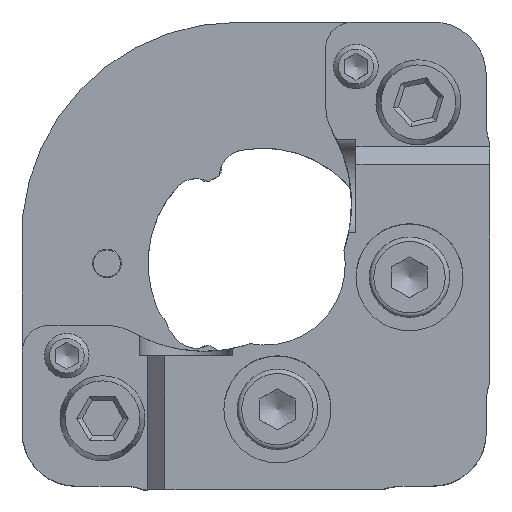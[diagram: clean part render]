
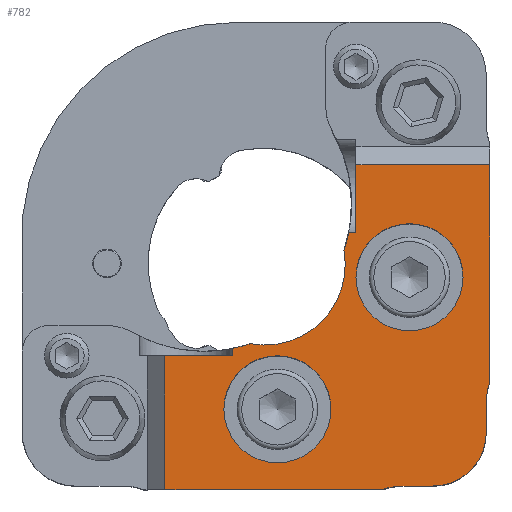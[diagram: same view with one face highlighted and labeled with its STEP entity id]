
A CAD part, top view. The second image highlights one B-rep face of the part: STEP entity #782.
In plain terms, the highlighted planar face has unit normal (0, 0, 1).
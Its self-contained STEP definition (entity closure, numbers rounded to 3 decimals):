
#273=FACE_BOUND('',#1506,.T.);
#274=FACE_BOUND('',#1507,.T.);
#275=FACE_BOUND('',#1508,.T.);
#572=PLANE('',#6110);
#782=ADVANCED_FACE('',(#273,#274,#275),#572,.F.);
#1506=EDGE_LOOP('',(#3015));
#1507=EDGE_LOOP('',(#3016));
#1508=EDGE_LOOP('',(#3017,#3018,#3019,#3020,#3021,#3022,#3023,#3024,#3025,
#3026,#3027,#3028,#3029,#3030,#3031,#3032));
#2025=LINE('',#8805,#2423);
#2026=LINE('',#8807,#2424);
#2027=LINE('',#8809,#2425);
#2028=LINE('',#8811,#2426);
#2029=LINE('',#8815,#2427);
#2030=LINE('',#8819,#2428);
#2031=LINE('',#8823,#2429);
#2032=LINE('',#8825,#2430);
#2033=LINE('',#8827,#2431);
#2034=LINE('',#8829,#2432);
#2423=VECTOR('',#6971,1.);
#2424=VECTOR('',#6972,1.);
#2425=VECTOR('',#6973,1.);
#2426=VECTOR('',#6974,1.);
#2427=VECTOR('',#6977,1.);
#2428=VECTOR('',#6980,1.);
#2429=VECTOR('',#6983,1.);
#2430=VECTOR('',#6984,1.);
#2431=VECTOR('',#6985,1.);
#2432=VECTOR('',#6986,1.);
#3015=ORIENTED_EDGE('',*,*,#5030,.F.);
#3016=ORIENTED_EDGE('',*,*,#5031,.F.);
#3017=ORIENTED_EDGE('',*,*,#5032,.F.);
#3018=ORIENTED_EDGE('',*,*,#5033,.T.);
#3019=ORIENTED_EDGE('',*,*,#5034,.T.);
#3020=ORIENTED_EDGE('',*,*,#5035,.T.);
#3021=ORIENTED_EDGE('',*,*,#5036,.F.);
#3022=ORIENTED_EDGE('',*,*,#5037,.F.);
#3023=ORIENTED_EDGE('',*,*,#5038,.F.);
#3024=ORIENTED_EDGE('',*,*,#5039,.F.);
#3025=ORIENTED_EDGE('',*,*,#5040,.F.);
#3026=ORIENTED_EDGE('',*,*,#5041,.F.);
#3027=ORIENTED_EDGE('',*,*,#5042,.F.);
#3028=ORIENTED_EDGE('',*,*,#5043,.T.);
#3029=ORIENTED_EDGE('',*,*,#5044,.T.);
#3030=ORIENTED_EDGE('',*,*,#5045,.F.);
#3031=ORIENTED_EDGE('',*,*,#5027,.F.);
#3032=ORIENTED_EDGE('',*,*,#5046,.F.);
#4410=VERTEX_POINT('',#8758);
#4411=VERTEX_POINT('',#8760);
#4413=VERTEX_POINT('',#8799);
#4414=VERTEX_POINT('',#8801);
#4415=VERTEX_POINT('',#8803);
#4416=VERTEX_POINT('',#8804);
#4417=VERTEX_POINT('',#8806);
#4418=VERTEX_POINT('',#8808);
#4419=VERTEX_POINT('',#8810);
#4420=VERTEX_POINT('',#8812);
#4421=VERTEX_POINT('',#8814);
#4422=VERTEX_POINT('',#8816);
#4423=VERTEX_POINT('',#8818);
#4424=VERTEX_POINT('',#8820);
#4425=VERTEX_POINT('',#8822);
#4426=VERTEX_POINT('',#8824);
#4427=VERTEX_POINT('',#8826);
#4428=VERTEX_POINT('',#8828);
#5027=EDGE_CURVE('',#4410,#4411,#5739,.T.);
#5030=EDGE_CURVE('',#4413,#4413,#5740,.T.);
#5031=EDGE_CURVE('',#4414,#4414,#5741,.T.);
#5032=EDGE_CURVE('',#4415,#4416,#5742,.T.);
#5033=EDGE_CURVE('',#4415,#4417,#2025,.T.);
#5034=EDGE_CURVE('',#4417,#4418,#2026,.T.);
#5035=EDGE_CURVE('',#4418,#4419,#2027,.T.);
#5036=EDGE_CURVE('',#4420,#4419,#2028,.T.);
#5037=EDGE_CURVE('',#4421,#4420,#5743,.T.);
#5038=EDGE_CURVE('',#4422,#4421,#2029,.T.);
#5039=EDGE_CURVE('',#4423,#4422,#5744,.T.);
#5040=EDGE_CURVE('',#4424,#4423,#2030,.T.);
#5041=EDGE_CURVE('',#4425,#4424,#5745,.T.);
#5042=EDGE_CURVE('',#4426,#4425,#2031,.T.);
#5043=EDGE_CURVE('',#4426,#4427,#2032,.T.);
#5044=EDGE_CURVE('',#4427,#4428,#2033,.T.);
#5045=EDGE_CURVE('',#4411,#4428,#2034,.T.);
#5046=EDGE_CURVE('',#4416,#4410,#5746,.T.);
#5739=CIRCLE('',#6101,8.237);
#5740=CIRCLE('',#6103,3.);
#5741=CIRCLE('',#6104,3.);
#5742=CIRCLE('',#6105,8.237);
#5743=CIRCLE('',#6106,3.);
#5744=CIRCLE('',#6107,3.);
#5745=CIRCLE('',#6108,3.);
#5746=CIRCLE('',#6109,4.5);
#6101=AXIS2_PLACEMENT_3D('',#8759,#6960,#6961);
#6103=AXIS2_PLACEMENT_3D('',#8798,#6965,#6966);
#6104=AXIS2_PLACEMENT_3D('',#8800,#6967,#6968);
#6105=AXIS2_PLACEMENT_3D('',#8802,#6969,#6970);
#6106=AXIS2_PLACEMENT_3D('',#8813,#6975,#6976);
#6107=AXIS2_PLACEMENT_3D('',#8817,#6978,#6979);
#6108=AXIS2_PLACEMENT_3D('',#8821,#6981,#6982);
#6109=AXIS2_PLACEMENT_3D('',#8830,#6987,#6988);
#6110=AXIS2_PLACEMENT_3D('',#8831,#6989,#6990);
#6960=DIRECTION('',(0.,0.,1.));
#6961=DIRECTION('',(1.,0.,0.));
#6965=DIRECTION('',(0.,0.,1.));
#6966=DIRECTION('',(1.,0.,0.));
#6967=DIRECTION('',(0.,0.,1.));
#6968=DIRECTION('',(1.,0.,0.));
#6969=DIRECTION('',(0.,0.,1.));
#6970=DIRECTION('',(1.,0.,0.));
#6971=DIRECTION('',(0.,-1.,0.));
#6972=DIRECTION('',(-1.,0.,0.));
#6973=DIRECTION('',(0.,-1.,0.));
#6974=DIRECTION('',(-1.,0.,0.));
#6975=DIRECTION('',(0.,0.,1.));
#6976=DIRECTION('',(1.,0.,0.));
#6977=DIRECTION('',(-1.,0.,0.));
#6978=DIRECTION('',(0.,0.,-1.));
#6979=DIRECTION('',(1.,0.,0.));
#6980=DIRECTION('',(0.,-1.,0.));
#6981=DIRECTION('',(0.,0.,1.));
#6982=DIRECTION('',(1.,0.,0.));
#6983=DIRECTION('',(0.,-1.,0.));
#6984=DIRECTION('',(-1.,0.,0.));
#6985=DIRECTION('',(0.,-1.,0.));
#6986=DIRECTION('',(1.,0.,0.));
#6987=DIRECTION('',(0.,0.,1.));
#6988=DIRECTION('',(1.,0.,0.));
#6989=DIRECTION('',(0.,0.,-1.));
#6990=DIRECTION('',(-1.,0.,0.));
#8758=CARTESIAN_POINT('',(30.928,4.3,-1.));
#8759=CARTESIAN_POINT('',(23.113,6.902,-1.));
#8760=CARTESIAN_POINT('',(31.193,5.3,-1.));
#8798=CARTESIAN_POINT('',(27.2,-4.6,-1.));
#8799=CARTESIAN_POINT('',(30.2,-4.6,-1.));
#8800=CARTESIAN_POINT('',(34.6,2.8,-1.));
#8801=CARTESIAN_POINT('',(37.6,2.8,-1.));
#8802=CARTESIAN_POINT('',(23.113,6.902,-1.));
#8803=CARTESIAN_POINT('',(24.7,-1.181,-1.));
#8804=CARTESIAN_POINT('',(25.681,-0.925,-1.));
#8805=CARTESIAN_POINT('',(24.7,40.9,-1.));
#8806=CARTESIAN_POINT('',(24.7,-1.6,-1.));
#8807=CARTESIAN_POINT('',(14.4,-1.6,-1.));
#8808=CARTESIAN_POINT('',(20.9,-1.6,-1.));
#8809=CARTESIAN_POINT('',(20.9,-1.4,-1.));
#8810=CARTESIAN_POINT('',(20.9,-9.1,-1.));
#8811=CARTESIAN_POINT('',(33.1,-9.1,-1.));
#8812=CARTESIAN_POINT('',(33.1,-9.1,-1.));
#8813=CARTESIAN_POINT('',(34.177,-11.9,-1.));
#8814=CARTESIAN_POINT('',(34.177,-8.9,-1.));
#8815=CARTESIAN_POINT('',(35.9,-8.9,-1.));
#8816=CARTESIAN_POINT('',(35.9,-8.9,-1.));
#8817=CARTESIAN_POINT('',(35.9,-5.9,-1.));
#8818=CARTESIAN_POINT('',(38.9,-5.9,-1.));
#8819=CARTESIAN_POINT('',(38.9,-4.177,-1.));
#8820=CARTESIAN_POINT('',(38.9,-4.177,-1.));
#8821=CARTESIAN_POINT('',(41.9,-4.177,-1.));
#8822=CARTESIAN_POINT('',(39.1,-3.1,-1.));
#8823=CARTESIAN_POINT('',(39.1,10.3,-1.));
#8824=CARTESIAN_POINT('',(39.1,9.1,-1.));
#8825=CARTESIAN_POINT('',(30.704,9.1,-1.));
#8826=CARTESIAN_POINT('',(31.6,9.1,-1.));
#8827=CARTESIAN_POINT('',(31.6,-1.4,-1.));
#8828=CARTESIAN_POINT('',(31.6,5.3,-1.));
#8829=CARTESIAN_POINT('',(-10.9,5.3,-1.));
#8830=CARTESIAN_POINT('',(26.5,3.5,-1.));
#8831=CARTESIAN_POINT('',(14.4,-1.4,-1.));
